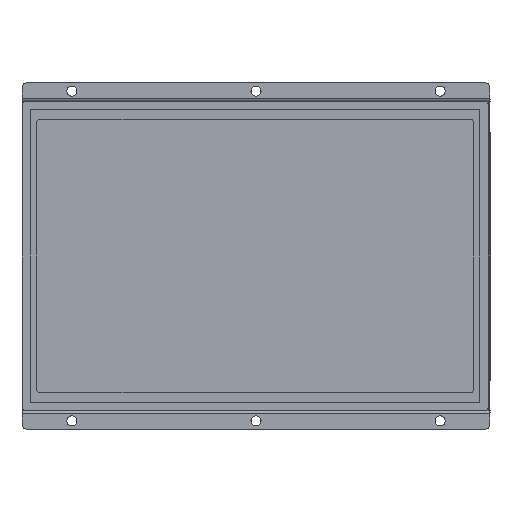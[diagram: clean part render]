
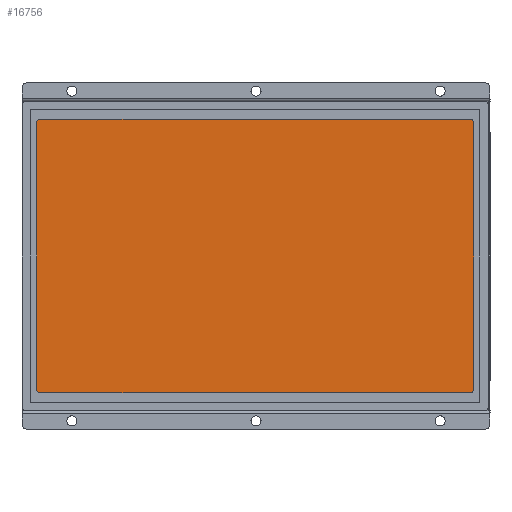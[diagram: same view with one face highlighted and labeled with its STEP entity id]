
A CAD part, front view. The second image highlights one B-rep face of the part: STEP entity #16756.
In plain terms, the highlighted face is planar.
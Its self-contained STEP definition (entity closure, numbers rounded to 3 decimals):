
#1255=PLANE('',#18076);
#1925=FACE_OUTER_BOUND('',#2910,.T.);
#2910=EDGE_LOOP('',(#12321,#12322,#12323,#12324,#12325,#12326,#12327,#12328));
#4051=LINE('',#24507,#5763);
#4052=LINE('',#24511,#5764);
#4053=LINE('',#24515,#5765);
#4054=LINE('',#24518,#5766);
#5763=VECTOR('',#19710,10.);
#5764=VECTOR('',#19713,10.);
#5765=VECTOR('',#19716,10.);
#5766=VECTOR('',#19719,10.);
#7319=CIRCLE('',#18054,2.);
#7320=CIRCLE('',#18055,2.);
#7321=CIRCLE('',#18056,2.);
#7322=CIRCLE('',#18057,2.);
#7865=VERTEX_POINT('',#24503);
#7866=VERTEX_POINT('',#24504);
#7867=VERTEX_POINT('',#24506);
#7868=VERTEX_POINT('',#24508);
#7869=VERTEX_POINT('',#24510);
#7870=VERTEX_POINT('',#24512);
#7871=VERTEX_POINT('',#24514);
#7872=VERTEX_POINT('',#24516);
#9538=EDGE_CURVE('',#7865,#7866,#7319,.T.);
#9539=EDGE_CURVE('',#7867,#7865,#4051,.T.);
#9540=EDGE_CURVE('',#7868,#7867,#7320,.T.);
#9541=EDGE_CURVE('',#7869,#7868,#4052,.T.);
#9542=EDGE_CURVE('',#7870,#7869,#7321,.T.);
#9543=EDGE_CURVE('',#7871,#7870,#4053,.T.);
#9544=EDGE_CURVE('',#7872,#7871,#7322,.T.);
#9545=EDGE_CURVE('',#7866,#7872,#4054,.T.);
#12321=ORIENTED_EDGE('',*,*,#9538,.T.);
#12322=ORIENTED_EDGE('',*,*,#9545,.T.);
#12323=ORIENTED_EDGE('',*,*,#9544,.T.);
#12324=ORIENTED_EDGE('',*,*,#9543,.T.);
#12325=ORIENTED_EDGE('',*,*,#9542,.T.);
#12326=ORIENTED_EDGE('',*,*,#9541,.T.);
#12327=ORIENTED_EDGE('',*,*,#9540,.T.);
#12328=ORIENTED_EDGE('',*,*,#9539,.T.);
#16756=ADVANCED_FACE('',(#1925),#1255,.T.);
#18054=AXIS2_PLACEMENT_3D('',#24505,#19708,#19709);
#18055=AXIS2_PLACEMENT_3D('',#24509,#19711,#19712);
#18056=AXIS2_PLACEMENT_3D('',#24513,#19714,#19715);
#18057=AXIS2_PLACEMENT_3D('',#24517,#19717,#19718);
#18076=AXIS2_PLACEMENT_3D('',#24569,#19776,#19777);
#19708=DIRECTION('center_axis',(0.,0.,1.));
#19709=DIRECTION('ref_axis',(-1.,0.,0.));
#19710=DIRECTION('',(0.,1.,0.));
#19711=DIRECTION('center_axis',(0.,0.,1.));
#19712=DIRECTION('ref_axis',(0.,1.,0.));
#19713=DIRECTION('',(1.,0.,0.));
#19714=DIRECTION('center_axis',(0.,0.,1.));
#19715=DIRECTION('ref_axis',(1.,0.,0.));
#19716=DIRECTION('',(0.,-1.,0.));
#19717=DIRECTION('center_axis',(0.,0.,1.));
#19718=DIRECTION('ref_axis',(0.,-1.,0.));
#19719=DIRECTION('',(-1.,0.,0.));
#19776=DIRECTION('center_axis',(0.,0.,1.));
#19777=DIRECTION('ref_axis',(1.,0.,0.));
#24503=CARTESIAN_POINT('',(130.56,79.6,10.5));
#24504=CARTESIAN_POINT('',(128.56,81.6,10.5));
#24505=CARTESIAN_POINT('Origin',(128.56,79.6,10.5));
#24506=CARTESIAN_POINT('',(130.56,-79.6,10.5));
#24507=CARTESIAN_POINT('',(130.56,-39.8,10.5));
#24508=CARTESIAN_POINT('',(128.56,-81.6,10.5));
#24509=CARTESIAN_POINT('Origin',(128.56,-79.6,10.5));
#24510=CARTESIAN_POINT('',(-128.56,-81.6,10.5));
#24511=CARTESIAN_POINT('',(-64.28,-81.6,10.5));
#24512=CARTESIAN_POINT('',(-130.56,-79.6,10.5));
#24513=CARTESIAN_POINT('Origin',(-128.56,-79.6,10.5));
#24514=CARTESIAN_POINT('',(-130.56,79.6,10.5));
#24515=CARTESIAN_POINT('',(-130.56,39.8,10.5));
#24516=CARTESIAN_POINT('',(-128.56,81.6,10.5));
#24517=CARTESIAN_POINT('Origin',(-128.56,79.6,10.5));
#24518=CARTESIAN_POINT('',(64.28,81.6,10.5));
#24569=CARTESIAN_POINT('Origin',(0.,0.,10.5));
